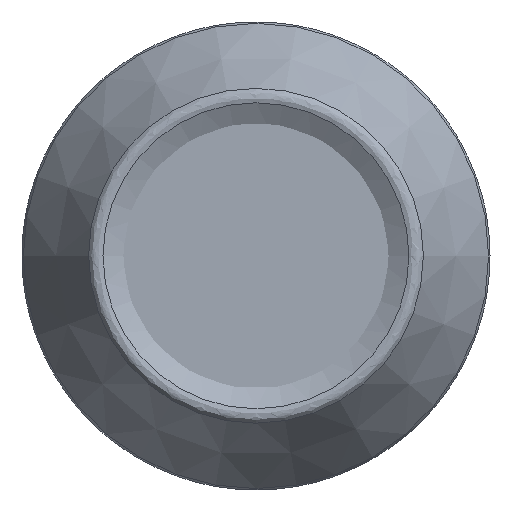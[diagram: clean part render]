
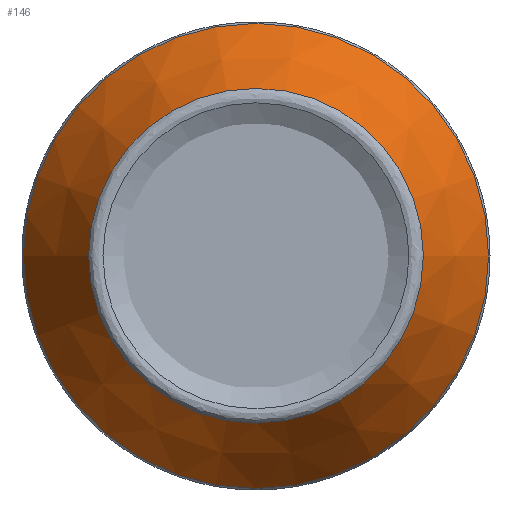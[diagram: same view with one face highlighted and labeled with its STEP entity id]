
A CAD part, top view. The second image highlights one B-rep face of the part: STEP entity #146.
In plain terms, the highlighted conical face has half-angle 30 degrees and reference radius 12.7 mm.
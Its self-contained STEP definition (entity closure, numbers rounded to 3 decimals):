
#118=CONICAL_SURFACE('',#397,12.7,30.);
#146=ADVANCED_FACE('',(#176,#177),#118,.T.);
#176=FACE_BOUND('',#212,.T.);
#177=FACE_BOUND('',#213,.T.);
#212=EDGE_LOOP('',(#256));
#213=EDGE_LOOP('',(#257));
#256=ORIENTED_EDGE('',*,*,#303,.T.);
#257=ORIENTED_EDGE('',*,*,#304,.F.);
#281=VERTEX_POINT('',#608);
#282=VERTEX_POINT('',#618);
#303=EDGE_CURVE('',#281,#281,#319,.T.);
#304=EDGE_CURVE('',#282,#282,#320,.T.);
#319=CIRCLE('',#395,17.65);
#320=CIRCLE('',#396,12.7);
#395=AXIS2_PLACEMENT_3D('',#607,#470,#471);
#396=AXIS2_PLACEMENT_3D('',#617,#473,#474);
#397=AXIS2_PLACEMENT_3D('',#619,#475,#476);
#470=DIRECTION('',(0.,0.,1.));
#471=DIRECTION('',(1.,0.,0.));
#473=DIRECTION('',(0.,0.,1.));
#474=DIRECTION('',(1.,0.,0.));
#475=DIRECTION('',(0.,0.,-1.));
#476=DIRECTION('',(-1.,0.,0.));
#607=CARTESIAN_POINT('',(0.,0.,-8.574));
#608=CARTESIAN_POINT('',(17.65,0.,-8.574));
#617=CARTESIAN_POINT('',(0.,0.,0.));
#618=CARTESIAN_POINT('',(12.7,0.,0.));
#619=CARTESIAN_POINT('',(0.,0.,0.));
